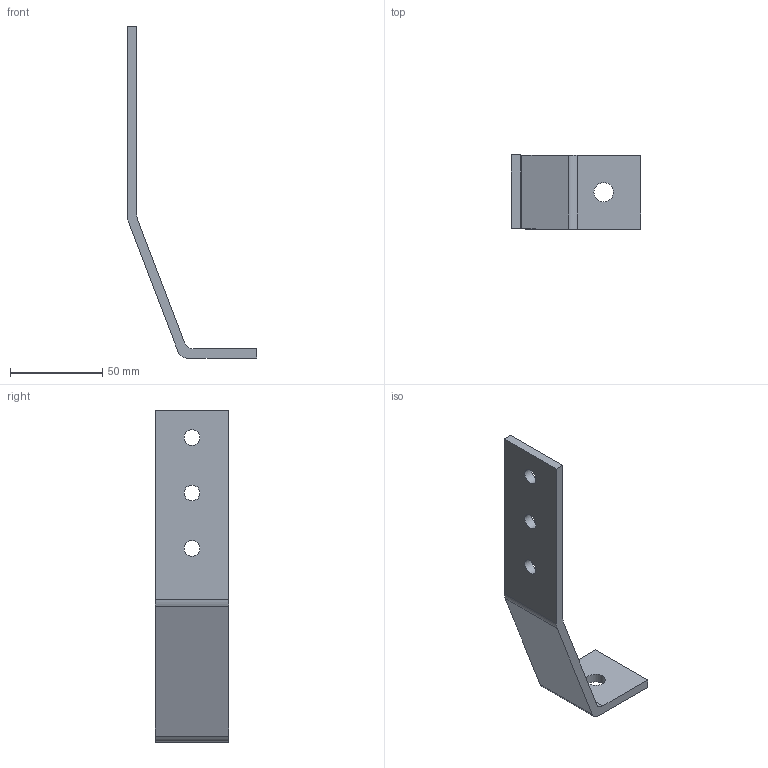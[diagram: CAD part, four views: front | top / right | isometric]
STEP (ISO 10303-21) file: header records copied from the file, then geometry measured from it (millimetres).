
FILE_DESCRIPTION(('STEP AP203'),'2;1');
FILE_NAME('16.005.00.stp','2011-03-21T15:55:37',(''),(''),'2009.3.110','THINKDESIGN','');
FILE_SCHEMA(('CONFIG_CONTROL_DESIGN'));
Length unit declared in the file: millimetre
Bounding box: 70 x 40 x 180 mm (x, y, z)
Volume: 43155.2 mm3; surface area: 20377.7 mm2
Topology: 1 solids, 1 shells, 18 faces, 56 edges, 40 vertices
Faces by surface type: plane 10, cylinder 8
Full cylindrical faces by diameter (mm): 8.5 x3, 10.5 x1
Entity records: 758 total; most frequent: DIRECTION 116, CARTESIAN_POINT 115, ORIENTED_EDGE 112, EDGE_CURVE 56, AXIS2_PLACEMENT_3D 42, VERTEX_POINT 40, VECTOR 32, LINE 32
